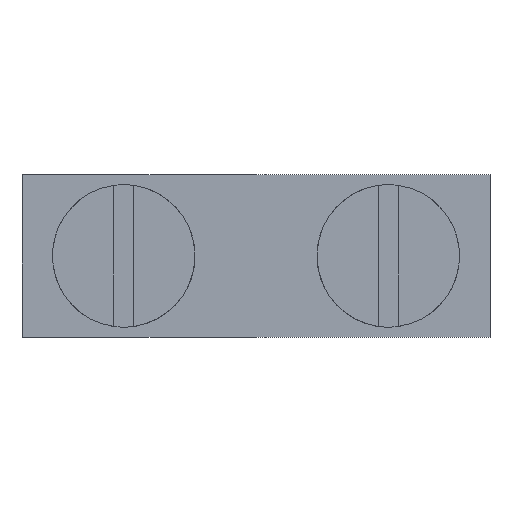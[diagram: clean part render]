
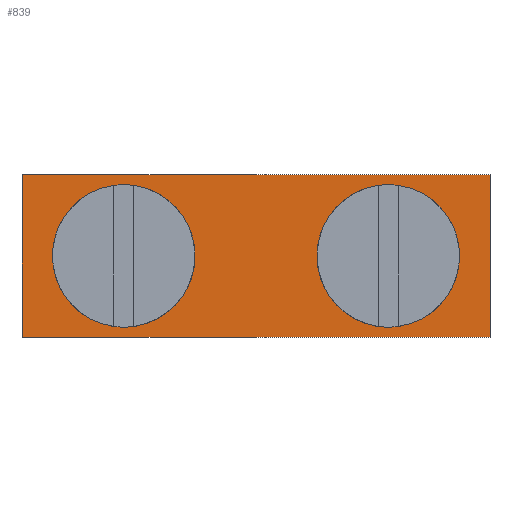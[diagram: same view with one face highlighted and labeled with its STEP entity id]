
A CAD part, top view. The second image highlights one B-rep face of the part: STEP entity #839.
In plain terms, the highlighted planar face has unit normal (0, 0, 1).
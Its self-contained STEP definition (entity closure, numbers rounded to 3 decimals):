
#3 = CARTESIAN_POINT ( 'NONE',  ( -62.323, 5.579, 128. ) ) ;
#11 = EDGE_CURVE ( 'NONE', #909, #675, #963, .T. ) ;
#21 = EDGE_LOOP ( 'NONE', ( #1015, #533 ) ) ;
#23 = EDGE_CURVE ( 'NONE', #375, #315, #59, .T. ) ;
#42 = CARTESIAN_POINT ( 'NONE',  ( -67.323, -1.921, 128. ) ) ;
#59 = LINE ( 'NONE', #42, #724 ) ;
#90 = PLANE ( 'NONE',  #1069 ) ;
#92 = DIRECTION ( 'NONE',  ( 0., 1., 0. ) ) ;
#102 = DIRECTION ( 'NONE',  ( -1., 0., 0. ) ) ;
#103 = VECTOR ( 'NONE', #251, 1000. ) ;
#157 = ORIENTED_EDGE ( 'NONE', *, *, #23, .T. ) ;
#174 = EDGE_CURVE ( 'NONE', #331, #375, #603, .T. ) ;
#186 = VERTEX_POINT ( 'NONE', #3 ) ;
#192 = CARTESIAN_POINT ( 'NONE',  ( -67.323, 6.079, 128. ) ) ;
#251 = DIRECTION ( 'NONE',  ( 0., -1., 0. ) ) ;
#261 = EDGE_CURVE ( 'NONE', #315, #1009, #746, .T. ) ;
#289 = DIRECTION ( 'NONE',  ( 0., 0., -1. ) ) ;
#302 = CARTESIAN_POINT ( 'NONE',  ( -49.323, 2.079, 128. ) ) ;
#311 = AXIS2_PLACEMENT_3D ( 'NONE', #430, #854, #102 ) ;
#315 = VERTEX_POINT ( 'NONE', #836 ) ;
#331 = VERTEX_POINT ( 'NONE', #192 ) ;
#333 = AXIS2_PLACEMENT_3D ( 'NONE', #302, #884, #564 ) ;
#354 = EDGE_CURVE ( 'NONE', #186, #655, #943, .T. ) ;
#362 = DIRECTION ( 'NONE',  ( -1., 0., 0. ) ) ;
#372 = ORIENTED_EDGE ( 'NONE', *, *, #261, .T. ) ;
#375 = VERTEX_POINT ( 'NONE', #949 ) ;
#407 = CARTESIAN_POINT ( 'NONE',  ( -62.323, -1.421, 128. ) ) ;
#430 = CARTESIAN_POINT ( 'NONE',  ( -62.323, 2.079, 128. ) ) ;
#449 = ORIENTED_EDGE ( 'NONE', *, *, #828, .T. ) ;
#451 = DIRECTION ( 'NONE',  ( 0., -1., 0. ) ) ;
#504 = CARTESIAN_POINT ( 'NONE',  ( -49.323, 5.579, 128. ) ) ;
#518 = VECTOR ( 'NONE', #847, 1000. ) ;
#526 = EDGE_CURVE ( 'NONE', #675, #909, #567, .T. ) ;
#533 = ORIENTED_EDGE ( 'NONE', *, *, #526, .T. ) ;
#536 = FACE_BOUND ( 'NONE', #973, .T. ) ;
#545 = ORIENTED_EDGE ( 'NONE', *, *, #174, .T. ) ;
#549 = ORIENTED_EDGE ( 'NONE', *, *, #354, .T. ) ;
#564 = DIRECTION ( 'NONE',  ( -1., 0., 0. ) ) ;
#567 = CIRCLE ( 'NONE', #665, 3.5 ) ;
#603 = LINE ( 'NONE', #662, #103 ) ;
#651 = CIRCLE ( 'NONE', #311, 3.5 ) ;
#655 = VERTEX_POINT ( 'NONE', #407 ) ;
#662 = CARTESIAN_POINT ( 'NONE',  ( -67.323, -1.921, 128. ) ) ;
#665 = AXIS2_PLACEMENT_3D ( 'NONE', #799, #289, #887 ) ;
#674 = CARTESIAN_POINT ( 'NONE',  ( -44.323, 2.079, 128. ) ) ;
#675 = VERTEX_POINT ( 'NONE', #745 ) ;
#701 = CARTESIAN_POINT ( 'NONE',  ( -67.323, 6.079, 128. ) ) ;
#721 = AXIS2_PLACEMENT_3D ( 'NONE', #938, #785, #362 ) ;
#724 = VECTOR ( 'NONE', #732, 1000. ) ;
#729 = EDGE_CURVE ( 'NONE', #1009, #331, #933, .T. ) ;
#732 = DIRECTION ( 'NONE',  ( 1., 0., 0. ) ) ;
#745 = CARTESIAN_POINT ( 'NONE',  ( -49.323, -1.421, 128. ) ) ;
#746 = LINE ( 'NONE', #674, #928 ) ;
#776 = EDGE_LOOP ( 'NONE', ( #157, #372, #893, #545 ) ) ;
#778 = FACE_BOUND ( 'NONE', #21, .T. ) ;
#785 = DIRECTION ( 'NONE',  ( 0., 0., -1. ) ) ;
#790 = FACE_OUTER_BOUND ( 'NONE', #776, .T. ) ;
#799 = CARTESIAN_POINT ( 'NONE',  ( -49.323, 2.079, 128. ) ) ;
#828 = EDGE_CURVE ( 'NONE', #655, #186, #651, .T. ) ;
#836 = CARTESIAN_POINT ( 'NONE',  ( -44.323, -1.921, 128. ) ) ;
#839 = ADVANCED_FACE ( 'NONE', ( #778, #536, #790 ), #90, .F. ) ;
#847 = DIRECTION ( 'NONE',  ( -1., 0., 0. ) ) ;
#854 = DIRECTION ( 'NONE',  ( 0., 0., -1. ) ) ;
#865 = DIRECTION ( 'NONE',  ( 0., 0., -1. ) ) ;
#884 = DIRECTION ( 'NONE',  ( 0., 0., -1. ) ) ;
#887 = DIRECTION ( 'NONE',  ( -1., 0., 0. ) ) ;
#893 = ORIENTED_EDGE ( 'NONE', *, *, #729, .T. ) ;
#909 = VERTEX_POINT ( 'NONE', #504 ) ;
#927 = CARTESIAN_POINT ( 'NONE',  ( -3.823, 2.079, 128. ) ) ;
#928 = VECTOR ( 'NONE', #92, 1000. ) ;
#933 = LINE ( 'NONE', #701, #518 ) ;
#938 = CARTESIAN_POINT ( 'NONE',  ( -62.323, 2.079, 128. ) ) ;
#943 = CIRCLE ( 'NONE', #721, 3.5 ) ;
#949 = CARTESIAN_POINT ( 'NONE',  ( -67.323, -1.921, 128. ) ) ;
#963 = CIRCLE ( 'NONE', #333, 3.5 ) ;
#973 = EDGE_LOOP ( 'NONE', ( #549, #449 ) ) ;
#996 = CARTESIAN_POINT ( 'NONE',  ( -44.323, 6.079, 128. ) ) ;
#1009 = VERTEX_POINT ( 'NONE', #996 ) ;
#1015 = ORIENTED_EDGE ( 'NONE', *, *, #11, .T. ) ;
#1069 = AXIS2_PLACEMENT_3D ( 'NONE', #927, #865, #451 ) ;
